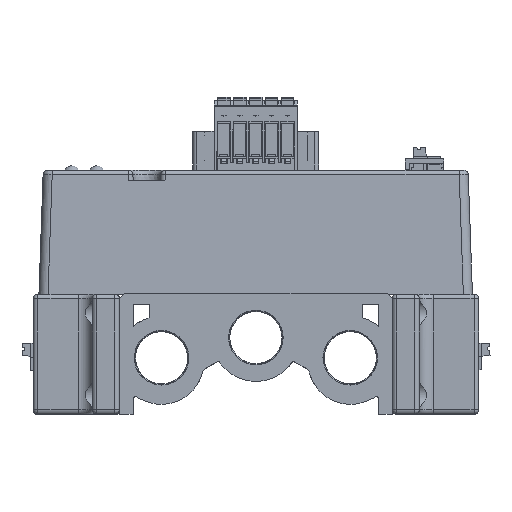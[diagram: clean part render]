
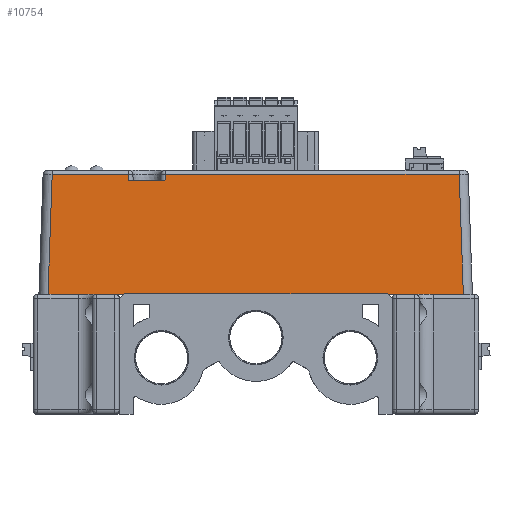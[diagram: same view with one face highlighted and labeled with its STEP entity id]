
A CAD part, front view. The second image highlights one B-rep face of the part: STEP entity #10754.
In plain terms, the highlighted planar face has unit normal (0, -0.999, 0.035).
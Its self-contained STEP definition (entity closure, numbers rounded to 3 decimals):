
#3988=FACE_OUTER_BOUND('',#47881,.T.);
#10754=ADVANCED_FACE('',(#3988),#16366,.T.);
#16366=PLANE('',#118265);
#20061=LINE('',#157765,#32700);
#22518=LINE('',#165301,#35157);
#22684=LINE('',#165797,#35323);
#22724=LINE('',#165932,#35363);
#22725=LINE('',#165934,#35364);
#22726=LINE('',#165936,#35365);
#22727=LINE('',#165938,#35366);
#22728=LINE('',#165940,#35367);
#22729=LINE('',#165942,#35368);
#22730=LINE('',#165943,#35369);
#32700=VECTOR('',#125513,1.);
#35157=VECTOR('',#131198,1.);
#35323=VECTOR('',#131510,1.);
#35363=VECTOR('',#131630,1.);
#35364=VECTOR('',#131631,1.);
#35365=VECTOR('',#131632,1.);
#35366=VECTOR('',#131633,1.);
#35367=VECTOR('',#131634,1.);
#35368=VECTOR('',#131635,1.);
#35369=VECTOR('',#131636,1.);
#47881=EDGE_LOOP('',(#60407,#60408,#60409,#60410,#60411,#60412,#60413,#60414,
#60415,#60416));
#60407=ORIENTED_EDGE('',*,*,#101021,.T.);
#60408=ORIENTED_EDGE('',*,*,#101082,.T.);
#60409=ORIENTED_EDGE('',*,*,#101083,.F.);
#60410=ORIENTED_EDGE('',*,*,#101084,.T.);
#60411=ORIENTED_EDGE('',*,*,#101085,.T.);
#60412=ORIENTED_EDGE('',*,*,#101086,.T.);
#60413=ORIENTED_EDGE('',*,*,#101087,.T.);
#60414=ORIENTED_EDGE('',*,*,#100793,.T.);
#60415=ORIENTED_EDGE('',*,*,#97698,.T.);
#60416=ORIENTED_EDGE('',*,*,#101088,.T.);
#86575=VERTEX_POINT('',#157764);
#86576=VERTEX_POINT('',#157766);
#88609=VERTEX_POINT('',#165302);
#88831=VERTEX_POINT('',#165796);
#88832=VERTEX_POINT('',#165798);
#88875=VERTEX_POINT('',#165933);
#88876=VERTEX_POINT('',#165935);
#88877=VERTEX_POINT('',#165937);
#88878=VERTEX_POINT('',#165939);
#88879=VERTEX_POINT('',#165941);
#97698=EDGE_CURVE('',#86576,#86575,#20061,.T.);
#100793=EDGE_CURVE('',#88609,#86576,#22518,.T.);
#101021=EDGE_CURVE('',#88832,#88831,#22684,.T.);
#101082=EDGE_CURVE('',#88831,#88875,#22724,.T.);
#101083=EDGE_CURVE('',#88876,#88875,#22725,.T.);
#101084=EDGE_CURVE('',#88876,#88877,#22726,.T.);
#101085=EDGE_CURVE('',#88877,#88878,#22727,.T.);
#101086=EDGE_CURVE('',#88878,#88879,#22728,.T.);
#101087=EDGE_CURVE('',#88879,#88609,#22729,.T.);
#101088=EDGE_CURVE('',#86575,#88832,#22730,.T.);
#118265=AXIS2_PLACEMENT_3D('',#165944,#131637,#131638);
#125513=DIRECTION('',(1.,0.,0.));
#131198=DIRECTION('',(1.,0.,0.));
#131510=DIRECTION('',(-1.,0.,0.));
#131630=DIRECTION('',(-0.044,-0.035,-0.998));
#131631=DIRECTION('',(1.,0.,0.));
#131632=DIRECTION('',(-0.044,0.035,0.998));
#131633=DIRECTION('',(-1.,0.,0.));
#131634=DIRECTION('',(-0.035,-0.035,-0.999));
#131635=DIRECTION('',(1.,0.,0.));
#131636=DIRECTION('',(-0.035,0.035,0.999));
#131637=DIRECTION('',(0.,-0.999,0.035));
#131638=DIRECTION('',(0.,-0.035,-0.999));
#157764=CARTESIAN_POINT('',(895.687,-1316.826,-0.1));
#157765=CARTESIAN_POINT('',(880.05,-1316.826,-0.1));
#157766=CARTESIAN_POINT('',(881.05,-1316.826,-0.1));
#165301=CARTESIAN_POINT('',(880.05,-1316.826,-0.1));
#165302=CARTESIAN_POINT('',(819.05,-1316.826,-0.1));
#165796=CARTESIAN_POINT('',(830.108,-1315.907,26.235));
#165797=CARTESIAN_POINT('',(829.05,-1315.907,26.235));
#165798=CARTESIAN_POINT('',(894.767,-1315.907,26.235));
#165932=CARTESIAN_POINT('',(830.048,-1315.955,24.856));
#165933=CARTESIAN_POINT('',(830.049,-1315.953,24.9));
#165934=CARTESIAN_POINT('',(826.05,-1315.953,24.9));
#165935=CARTESIAN_POINT('',(822.051,-1315.953,24.9));
#165936=CARTESIAN_POINT('',(821.994,-1315.908,26.191));
#165937=CARTESIAN_POINT('',(821.992,-1315.907,26.235));
#165938=CARTESIAN_POINT('',(805.266,-1315.907,26.235));
#165939=CARTESIAN_POINT('',(805.233,-1315.907,26.235));
#165940=CARTESIAN_POINT('',(804.056,-1317.083,-7.463));
#165941=CARTESIAN_POINT('',(804.313,-1316.826,-0.1));
#165942=CARTESIAN_POINT('',(880.05,-1316.826,-0.1));
#165943=CARTESIAN_POINT('',(895.944,-1317.083,-7.463));
#165944=CARTESIAN_POINT('',(850.,-1317.141,-9.1));
